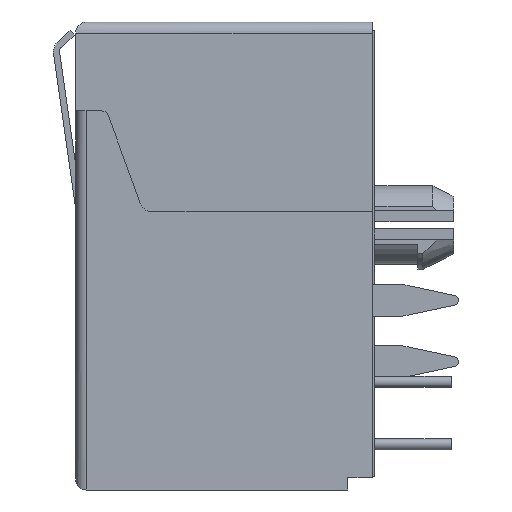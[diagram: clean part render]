
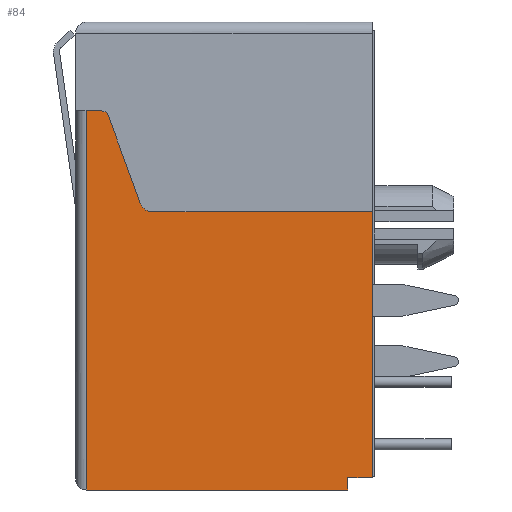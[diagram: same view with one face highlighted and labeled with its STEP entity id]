
A CAD part, left-side view. The second image highlights one B-rep face of the part: STEP entity #84.
In plain terms, the highlighted planar face has unit normal (-1, 0, 0).
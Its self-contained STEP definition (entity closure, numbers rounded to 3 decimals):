
#84=ADVANCED_FACE('',(#408),#409,.T.);
#408=FACE_OUTER_BOUND('',#1006,.T.);
#409=PLANE('',#1007);
#1006=EDGE_LOOP('',(#1853,#1854,#1855,#1856,#1857,#1858,#1859,#1860,#1861,#1862));
#1007=AXIS2_PLACEMENT_3D('',#1863,#1864,#1865);
#1853=ORIENTED_EDGE('',*,*,#4087,.T.);
#1854=ORIENTED_EDGE('',*,*,#4088,.T.);
#1855=ORIENTED_EDGE('',*,*,#4089,.F.);
#1856=ORIENTED_EDGE('',*,*,#4090,.T.);
#1857=ORIENTED_EDGE('',*,*,#4091,.F.);
#1858=ORIENTED_EDGE('',*,*,#4092,.F.);
#1859=ORIENTED_EDGE('',*,*,#4093,.F.);
#1860=ORIENTED_EDGE('',*,*,#4086,.T.);
#1861=ORIENTED_EDGE('',*,*,#4083,.F.);
#1862=ORIENTED_EDGE('',*,*,#4081,.T.);
#1863=CARTESIAN_POINT('',(-8.225,6.025,0.0));
#1864=DIRECTION('',(-1.0,0.0,0.0));
#1865=DIRECTION('',(0.0,0.0,1.0));
#4081=EDGE_CURVE('',#4978,#4976,#4979,.T.);
#4083=EDGE_CURVE('',#4978,#4981,#4982,.T.);
#4086=EDGE_CURVE('',#4984,#4981,#4986,.T.);
#4087=EDGE_CURVE('',#4976,#4987,#4988,.T.);
#4088=EDGE_CURVE('',#4987,#4989,#4990,.T.);
#4089=EDGE_CURVE('',#4991,#4989,#4992,.T.);
#4090=EDGE_CURVE('',#4991,#4993,#4994,.T.);
#4091=EDGE_CURVE('',#4995,#4993,#4996,.T.);
#4092=EDGE_CURVE('',#4997,#4995,#4998,.T.);
#4093=EDGE_CURVE('',#4984,#4997,#4999,.T.);
#4976=VERTEX_POINT('',#6515);
#4978=VERTEX_POINT('',#6554);
#4979=LINE('',#6555,#6556);
#4981=VERTEX_POINT('',#6558);
#4982=LINE('',#6559,#6560);
#4984=VERTEX_POINT('',#6563);
#4986=CIRCLE('',#6566,0.3);
#4987=VERTEX_POINT('',#6567);
#4988=LINE('',#6568,#6569);
#4989=VERTEX_POINT('',#6570);
#4990=LINE('',#6571,#6572);
#4991=VERTEX_POINT('',#6573);
#4992=LINE('',#6574,#6575);
#4993=VERTEX_POINT('',#6576);
#4994=LINE('',#6577,#6578);
#4995=VERTEX_POINT('',#6579);
#4996=LINE('',#6580,#6581);
#4997=VERTEX_POINT('',#6582);
#4998=CIRCLE('',#6583,0.5);
#4999=LINE('',#6584,#6585);
#6515=CARTESIAN_POINT('',(-8.225,5.575,-19.0));
#6554=CARTESIAN_POINT('',(-8.225,5.575,-3.61));
#6555=CARTESIAN_POINT('',(-8.225,5.575,-3.61));
#6556=VECTOR('',#9240,15.39);
#6558=CARTESIAN_POINT('',(-8.225,4.974,-3.61));
#6559=CARTESIAN_POINT('',(-8.225,5.575,-3.61));
#6560=VECTOR('',#9244,0.601);
#6563=CARTESIAN_POINT('',(-8.225,4.692,-3.807));
#6566=AXIS2_PLACEMENT_3D('',#9247,#9248,#9249);
#6567=CARTESIAN_POINT('',(-8.225,-5.025,-19.0));
#6568=CARTESIAN_POINT('',(-8.225,5.575,-19.0));
#6569=VECTOR('',#9250,10.6);
#6570=CARTESIAN_POINT('',(-8.225,-5.025,-18.51));
#6571=CARTESIAN_POINT('',(-8.225,-5.025,-19.0));
#6572=VECTOR('',#9251,0.49);
#6573=CARTESIAN_POINT('',(-8.225,-6.025,-18.51));
#6574=CARTESIAN_POINT('',(-8.225,-6.025,-18.51));
#6575=VECTOR('',#9252,1.0);
#6576=CARTESIAN_POINT('',(-8.225,-6.025,-7.7));
#6577=CARTESIAN_POINT('',(-8.225,-6.025,-18.51));
#6578=VECTOR('',#9253,10.81);
#6579=CARTESIAN_POINT('',(-8.225,2.925,-7.7));
#6580=CARTESIAN_POINT('',(-8.225,2.925,-7.7));
#6581=VECTOR('',#9254,8.95);
#6582=CARTESIAN_POINT('',(-8.225,3.395,-7.371));
#6583=AXIS2_PLACEMENT_3D('',#9255,#9256,#9257);
#6584=CARTESIAN_POINT('',(-8.225,4.692,-3.807));
#6585=VECTOR('',#9258,3.792);
#9240=DIRECTION('',(0.0,0.0,-1.0));
#9244=DIRECTION('',(0.0,-1.0,0.0));
#9247=CARTESIAN_POINT('',(-8.225,4.974,-3.91));
#9248=DIRECTION('',(-1.0,0.0,0.0));
#9249=DIRECTION('',(0.0,-0.94,0.342));
#9250=DIRECTION('',(0.0,-1.0,0.0));
#9251=DIRECTION('',(0.0,0.0,1.0));
#9252=DIRECTION('',(0.0,1.0,0.0));
#9253=DIRECTION('',(0.0,0.0,1.0));
#9254=DIRECTION('',(0.0,-1.0,0.0));
#9255=CARTESIAN_POINT('',(-8.225,2.925,-7.2));
#9256=DIRECTION('',(-1.0,0.0,0.0));
#9257=DIRECTION('',(0.0,0.94,-0.342));
#9258=DIRECTION('',(0.0,-0.342,-0.94));
